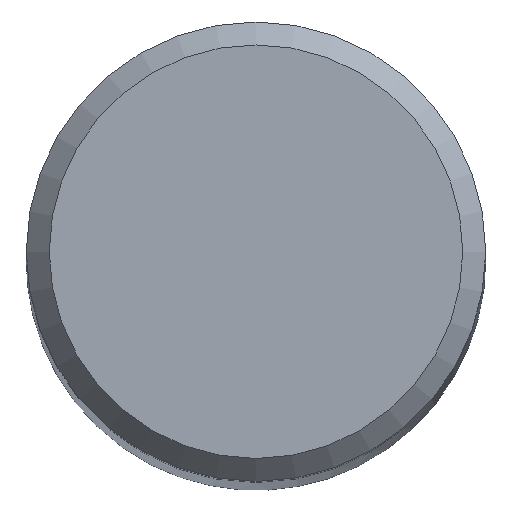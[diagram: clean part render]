
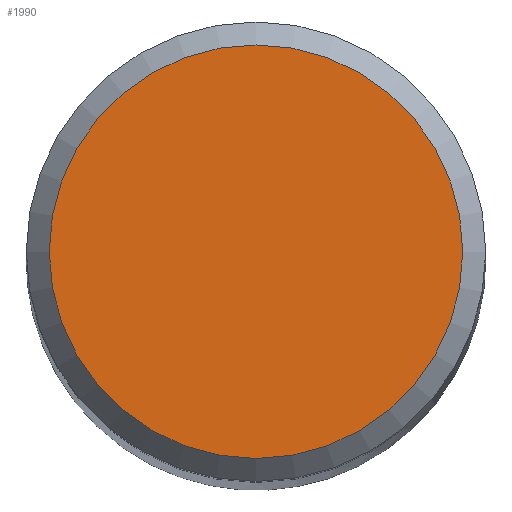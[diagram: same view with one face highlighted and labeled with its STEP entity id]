
A CAD part, top view. The second image highlights one B-rep face of the part: STEP entity #1990.
In plain terms, the highlighted free-form (B-spline) face has degree [1, 1] with [2, 2] control points.
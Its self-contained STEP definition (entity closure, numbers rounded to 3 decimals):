
#1520 = CARTESIAN_POINT ('', (-2.025, 0., 0.));
#1530 = VERTEX_POINT ('', #1520);
#1600 = CARTESIAN_POINT ('', (0., 0., 0.));
#1610 = DIRECTION ('', (0., 0., -1.));
#1620 = DIRECTION ('', (-1., 0., 0.));
#1630 = AXIS2_PLACEMENT_3D ('', #1600, #1610, #1620);
#1640 = CIRCLE ('', #1630, 2.025);
#1650 = EDGE_CURVE ('', #1530, #1530, #1640, .T.);
#1910 = ORIENTED_EDGE ('', *, *, #1650, .F.);
#1920 = EDGE_LOOP ('', (#1910));
#1930 = FACE_OUTER_BOUND ('', #1920, .T.);
#1940 = CARTESIAN_POINT ('', (2.025, -2.025, 0.));
#1950 = CARTESIAN_POINT ('', (-2.025, -2.025, 0.));
#1960 = CARTESIAN_POINT ('', (2.025, 2.025, 0.));
#1970 = CARTESIAN_POINT ('', (-2.025, 2.025, 0.));
#1980 = B_SPLINE_SURFACE_WITH_KNOTS ('', 1, 1, ((#1940, #1950), (#1960, #1970)), .UNSPECIFIED., .F., .F., .U., (2, 2), (2, 2), (0.045, 0.955), (0.045, 0.955), .UNSPECIFIED.);
#1990 = ADVANCED_FACE ('', (#1930), #1980, .T.);
